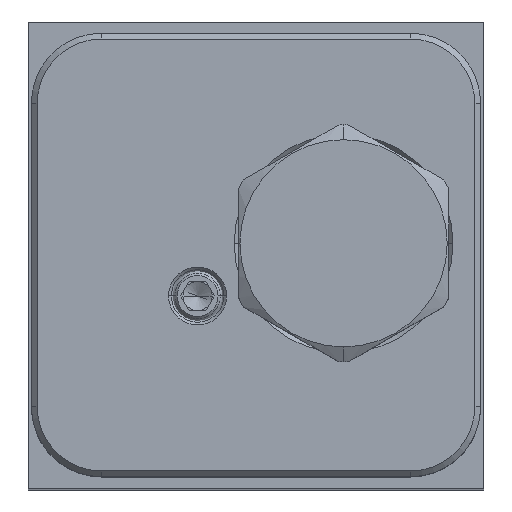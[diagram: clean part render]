
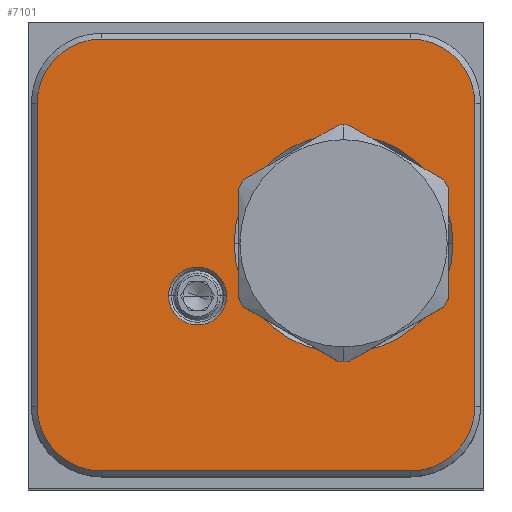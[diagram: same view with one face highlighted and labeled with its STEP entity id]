
A CAD part, top view. The second image highlights one B-rep face of the part: STEP entity #7101.
In plain terms, the highlighted planar face has unit normal (0, 0, 1).
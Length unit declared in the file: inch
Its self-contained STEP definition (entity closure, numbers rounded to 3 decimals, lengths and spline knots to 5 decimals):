
#3692=CARTESIAN_POINT('',(1.688,-1.188,4.75));
#3693=DIRECTION('',(0.,0.,-1.));
#3694=DIRECTION('',(-1.,0.,0.));
#3695=AXIS2_PLACEMENT_3D('',#3692,#3693,#3694);
#3697=CARTESIAN_POINT('',(1.688,-1.188,4.75));
#3698=DIRECTION('',(0.,0.,-1.));
#3699=DIRECTION('',(1.,0.,0.));
#3700=AXIS2_PLACEMENT_3D('',#3697,#3698,#3699);
#3702=CARTESIAN_POINT('',(0.906,-1.469,4.75));
#3703=DIRECTION('',(0.,0.,-1.));
#3704=DIRECTION('',(-1.,0.,0.));
#3705=AXIS2_PLACEMENT_3D('',#3702,#3703,#3704);
#3707=CARTESIAN_POINT('',(0.906,-1.469,4.75));
#3708=DIRECTION('',(0.,0.,-1.));
#3709=DIRECTION('',(1.,0.,0.));
#3710=AXIS2_PLACEMENT_3D('',#3707,#3708,#3709);
#3806=CARTESIAN_POINT('',(2.047,-2.062,4.75));
#3807=DIRECTION('',(0.,0.,-1.));
#3808=DIRECTION('',(1.,0.,0.));
#3809=AXIS2_PLACEMENT_3D('',#3806,#3807,#3808);
#3820=DIRECTION('',(0.,-1.,0.));
#3821=VECTOR('',#3820,1.625);
#3822=CARTESIAN_POINT('',(2.391,-0.437,4.75));
#3823=LINE('',#3822,#3821);
#3832=CARTESIAN_POINT('',(2.047,-0.437,4.75));
#3833=DIRECTION('',(0.,0.,-1.));
#3834=DIRECTION('',(0.,1.,0.));
#3835=AXIS2_PLACEMENT_3D('',#3832,#3833,#3834);
#3846=DIRECTION('',(1.,0.,0.));
#3847=VECTOR('',#3846,1.656);
#3848=CARTESIAN_POINT('',(0.391,-0.093,4.75));
#3849=LINE('',#3848,#3847);
#3858=CARTESIAN_POINT('',(0.391,-0.437,4.75));
#3859=DIRECTION('',(0.,0.,-1.));
#3860=DIRECTION('',(-1.,0.,0.));
#3861=AXIS2_PLACEMENT_3D('',#3858,#3859,#3860);
#3872=DIRECTION('',(0.,1.,0.));
#3873=VECTOR('',#3872,1.625);
#3874=CARTESIAN_POINT('',(0.047,-2.062,4.75));
#3875=LINE('',#3874,#3873);
#3880=CARTESIAN_POINT('',(0.391,-2.062,4.75));
#3881=DIRECTION('',(0.,0.,-1.));
#3882=DIRECTION('',(0.,-1.,0.));
#3883=AXIS2_PLACEMENT_3D('',#3880,#3881,#3882);
#3898=DIRECTION('',(-1.,0.,0.));
#3899=VECTOR('',#3898,1.656);
#3900=CARTESIAN_POINT('',(2.047,-2.406,4.75));
#3901=LINE('',#3900,#3899);
#5027=CARTESIAN_POINT('',(2.274,-1.188,4.75));
#5028=VERTEX_POINT('',#5027);
#5033=CARTESIAN_POINT('',(1.102,-1.188,4.75));
#5034=VERTEX_POINT('',#5033);
#5056=CARTESIAN_POINT('',(1.061,-1.469,4.75));
#5057=VERTEX_POINT('',#5056);
#5060=CARTESIAN_POINT('',(0.751,-1.469,4.75));
#5061=VERTEX_POINT('',#5060);
#5103=CARTESIAN_POINT('',(0.047,-2.062,4.75));
#5104=CARTESIAN_POINT('',(0.047,-0.437,4.75));
#5105=VERTEX_POINT('',#5103);
#5106=VERTEX_POINT('',#5104);
#5111=CARTESIAN_POINT('',(0.391,-0.093,4.75));
#5112=VERTEX_POINT('',#5111);
#5115=CARTESIAN_POINT('',(2.047,-0.093,4.75));
#5116=VERTEX_POINT('',#5115);
#5119=CARTESIAN_POINT('',(2.391,-0.437,4.75));
#5120=VERTEX_POINT('',#5119);
#5123=CARTESIAN_POINT('',(2.391,-2.062,4.75));
#5124=VERTEX_POINT('',#5123);
#5127=CARTESIAN_POINT('',(2.047,-2.406,4.75));
#5128=VERTEX_POINT('',#5127);
#5131=CARTESIAN_POINT('',(0.391,-2.406,4.75));
#5132=VERTEX_POINT('',#5131);
#7068=CARTESIAN_POINT('',(0.,0.,4.75));
#7069=DIRECTION('',(0.,0.,1.));
#7070=DIRECTION('',(1.,0.,0.));
#7071=AXIS2_PLACEMENT_3D('',#7068,#7069,#7070);
#7072=PLANE('',#7071);
#7074=ORIENTED_EDGE('',*,*,#7073,.T.);
#7076=ORIENTED_EDGE('',*,*,#7075,.T.);
#7078=ORIENTED_EDGE('',*,*,#7077,.T.);
#7080=ORIENTED_EDGE('',*,*,#7079,.T.);
#7082=ORIENTED_EDGE('',*,*,#7081,.T.);
#7084=ORIENTED_EDGE('',*,*,#7083,.T.);
#7086=ORIENTED_EDGE('',*,*,#7085,.T.);
#7088=ORIENTED_EDGE('',*,*,#7087,.T.);
#7089=EDGE_LOOP('',(#7074,#7076,#7078,#7080,#7082,#7084,#7086,#7088));
#7090=FACE_OUTER_BOUND('',#7089,.F.);
#7092=ORIENTED_EDGE('',*,*,#7091,.F.);
#7094=ORIENTED_EDGE('',*,*,#7093,.F.);
#7095=EDGE_LOOP('',(#7092,#7094));
#7096=FACE_BOUND('',#7095,.F.);
#7097=ORIENTED_EDGE('',*,*,#7050,.F.);
#7098=ORIENTED_EDGE('',*,*,#7061,.F.);
#7099=EDGE_LOOP('',(#7097,#7098));
#7100=FACE_BOUND('',#7099,.F.);
#7101=ADVANCED_FACE('',(#7090,#7096,#7100),#7072,.T.);
#3696=CIRCLE('',#3695,0.586);
#3701=CIRCLE('',#3700,0.586);
#3706=CIRCLE('',#3705,0.155);
#3711=CIRCLE('',#3710,0.155);
#3810=CIRCLE('',#3809,0.344);
#3836=CIRCLE('',#3835,0.344);
#3862=CIRCLE('',#3861,0.344);
#3884=CIRCLE('',#3883,0.344);
#7050=EDGE_CURVE('',#5034,#5028,#3696,.T.);
#7061=EDGE_CURVE('',#5028,#5034,#3701,.T.);
#7073=EDGE_CURVE('',#5124,#5128,#3810,.T.);
#7075=EDGE_CURVE('',#5128,#5132,#3901,.T.);
#7077=EDGE_CURVE('',#5132,#5105,#3884,.T.);
#7079=EDGE_CURVE('',#5105,#5106,#3875,.T.);
#7081=EDGE_CURVE('',#5106,#5112,#3862,.T.);
#7083=EDGE_CURVE('',#5112,#5116,#3849,.T.);
#7085=EDGE_CURVE('',#5116,#5120,#3836,.T.);
#7087=EDGE_CURVE('',#5120,#5124,#3823,.T.);
#7091=EDGE_CURVE('',#5061,#5057,#3706,.T.);
#7093=EDGE_CURVE('',#5057,#5061,#3711,.T.);
